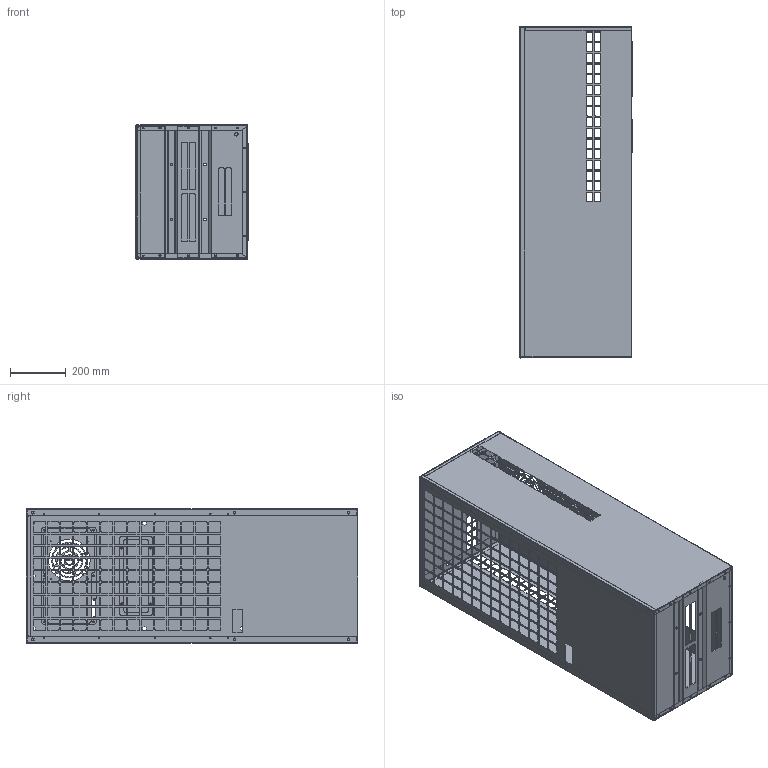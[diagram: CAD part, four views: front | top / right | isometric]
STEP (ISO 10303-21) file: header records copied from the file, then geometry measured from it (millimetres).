
FILE_DESCRIPTION(('STEP AP203'), '1');
FILE_NAME('SVK6000-MONTAJ', '', ('UNSPECIFIED'), ('UNSPECIFIED'), 'C3D Converter', 'C3D Toolkit', '');
FILE_SCHEMA(('CONFIG_CONTROL_DESIGN'));
Length unit declared in the file: millimetre
Products named in the file (7): SVK6000
Assembly tree (6 placements, depth 2):
  SVK6000
    (unnamed)
    (unnamed)
    (unnamed)
    (unnamed)
    (unnamed)
    (unnamed)
Bounding box: 403.65 x 1194.94 x 485.52 mm (x, y, z)
Volume: 2342714.6 mm3; surface area: 4739083.7 mm2
Topology: 6 solids, 6 shells, 2712 faces, 7836 edges, 5136 vertices
Faces by surface type: plane 1329, cylinder 1267, bspline 116
Full cylindrical faces by diameter (mm): 3 x2, 3.5 x4, 4.5 x34, 5 x4, 6 x4, 6.99 x1, 7 x6, 8 x2, 12.6 x3, 15 x1, 16 x1
Entity records: 115942 total; most frequent: CARTESIAN_POINT 20232, ORIENTED_EDGE 15548, DIRECTION 15024, EDGE_CURVE 7774, VERTEX_POINT 5136, AXIS2_PLACEMENT_3D 5029, LINE 4966, VECTOR 4966
